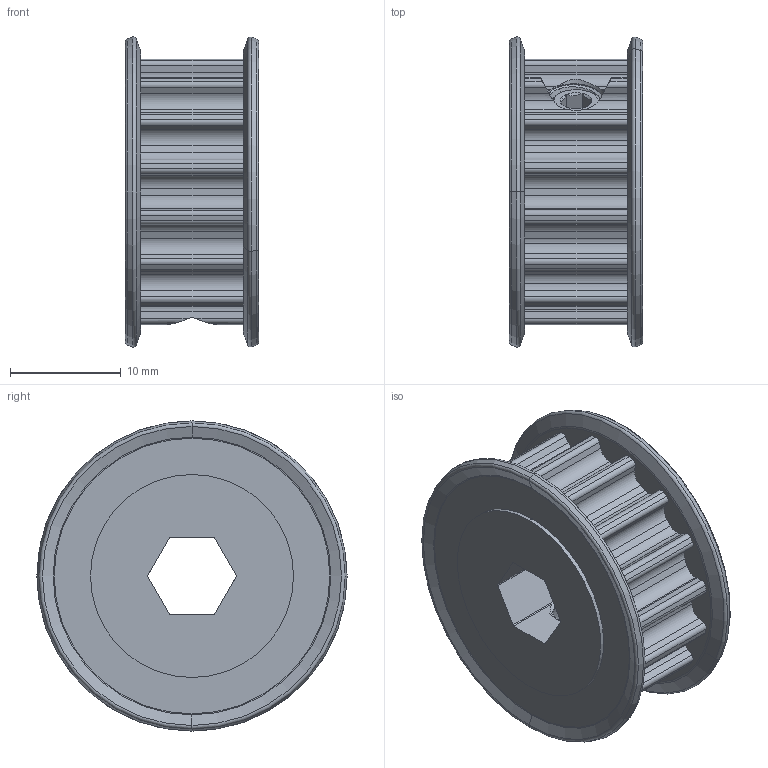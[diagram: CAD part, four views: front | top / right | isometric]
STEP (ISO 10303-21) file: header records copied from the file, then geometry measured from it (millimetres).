
FILE_DESCRIPTION (( 'STEP AP203' ), '1' );
FILE_NAME ('3414-4008-0016 assembly.STEP', '2019-08-27T21:43:57', ( '' ), ( '' ), 'SwSTEP 2.0', 'SolidWorks 2016', '' );
FILE_SCHEMA (( 'CONFIG_CONTROL_DESIGN' ));
Length unit declared in the file: millimetre
Products named in the file (4): 3414-4008-0016 body; 2806-0005-0006_91390A118; 3414-4008-0016 ring; 3414-4008-0016 assembly
Assembly tree (5 placements, depth 2):
  3414-4008-0016 assembly
    3414-4008-0016 body
    3414-4008-0016 ring  x2
    2806-0005-0006_91390A118  x2
Bounding box: 12.01 x 27.98 x 27.98 mm (x, y, z)
Volume: 4282.1 mm3; surface area: 4347.7 mm2
Topology: 5 solids, 5 shells, 402 faces, 1112 edges, 714 vertices
Faces by surface type: cylinder 221, plane 96, cone 53, bspline 16, torus 16
Entity records: 22045 total; most frequent: CARTESIAN_POINT 13280, ORIENTED_EDGE 1926, DIRECTION 1618, EDGE_CURVE 963, VERTEX_POINT 631, AXIS2_PLACEMENT_3D 602, VECTOR 414, LINE 414
